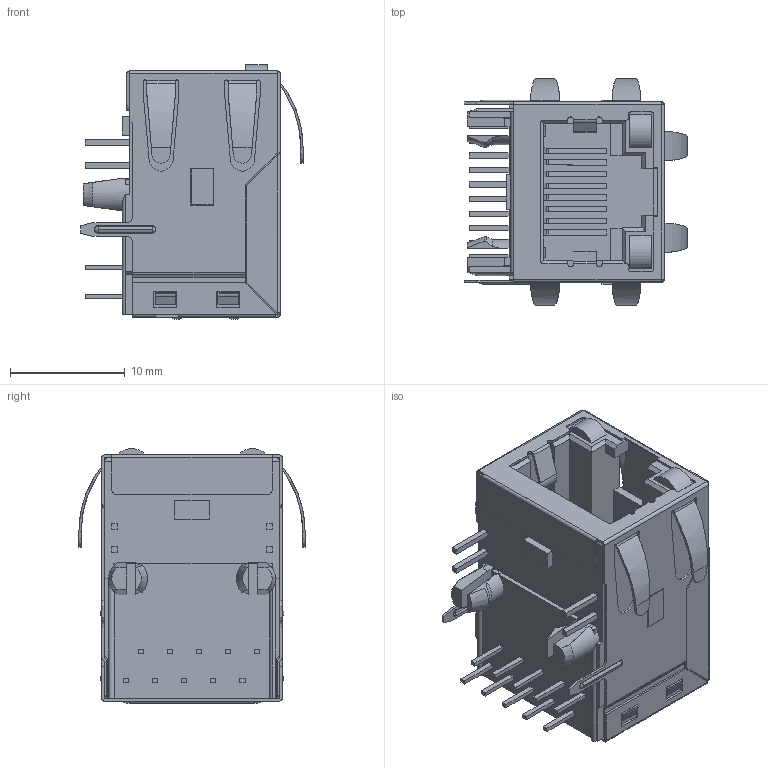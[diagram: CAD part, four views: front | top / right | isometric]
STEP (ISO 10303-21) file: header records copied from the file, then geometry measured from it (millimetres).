
FILE_DESCRIPTION(/* description */ (''),/* implementation_level */ '2;1');
FILE_NAME(/* name */ 'JD1-0001NL.step',/* time_stamp */ '2018-10-09T08:49:39+10:00',/* author */ (''),/* organization */ (''),/* preprocessor_version */ 'ST-DEVELOPER v17.2',/* originating_system */ 'Autodesk Translation Framework v7.6.0.251',/* authorisation */ '');
FILE_SCHEMA (('AUTOMOTIVE_DESIGN { 1 0 10303 214 3 1 1 }'));
Products named in the file (4): (Unsaved); JD1-0001NL_3D; COLOR1; COLOR35
Assembly tree (3 placements, depth 3):
  (Unsaved)
    JD1-0001NL_3D
      COLOR1
      COLOR35
Bounding box: 19.4 x 19.75 x 22.25 mm (x, y, z)
Surface area: 5202.7 mm2 (no closed solid volume)
Topology: 0 solids, 1018 shells, 1018 faces, 5431 edges, 5429 vertices
Faces by surface type: plane 629, cylinder 289, bspline 64, sphere 18, torus 12, cone 6
Entity records: 62506 total; most frequent: CARTESIAN_POINT 18988, DIRECTION 8298, VERTEX_POINT 5429, EDGE_CURVE 5429, ORIENTED_EDGE 5429, LINE 3990, VECTOR 3990, AXIS2_PLACEMENT_3D 2154
